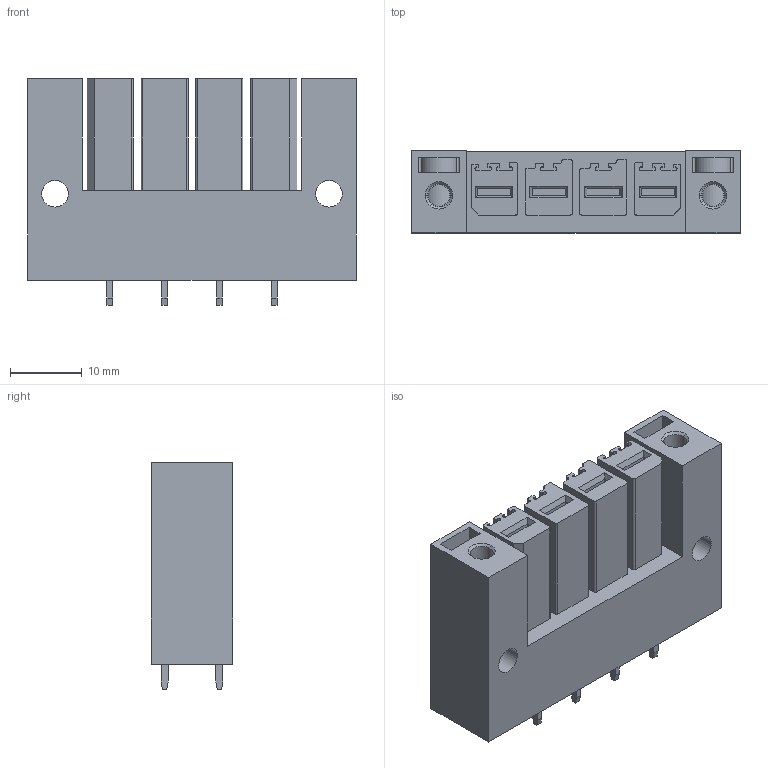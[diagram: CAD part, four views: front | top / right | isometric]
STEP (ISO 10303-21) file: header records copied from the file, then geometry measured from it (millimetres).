
FILE_DESCRIPTION(('CATIA V5 STEP','CAx-IF Rec.Pracs.--- Model Styling and Organization---1.2---2011-12-15'),'2;1');
FILE_NAME ('D1459292_0_1928860000_1928860000.stp','2018-09-06T04:53:53+00:00',('none'),('Weidmueller'),'CATIA Version 5-6 Release 2014','CATIA V5 STEP AP214','none');
FILE_SCHEMA(('AUTOMOTIVE_DESIGN { 1 0 10303 214 1 1 1 1 }'));
Length unit declared in the file: millimetre
Products named in the file (1): 1928860000
Bounding box: 45.72 x 11.4 x 31.5 mm (x, y, z)
Volume: 10267.2 mm3; surface area: 7317.5 mm2
Topology: 9 solids, 9 shells, 286 faces, 738 edges, 484 vertices
Faces by surface type: plane 220, cylinder 62, cone 4
Entity records: 8009 total; most frequent: ORIENTED_EDGE 1476, CARTESIAN_POINT 1423, DIRECTION 1090, EDGE_CURVE 738, VECTOR 594, LINE 594, VERTEX_POINT 484, AXIS2_PLACEMENT_3D 313
